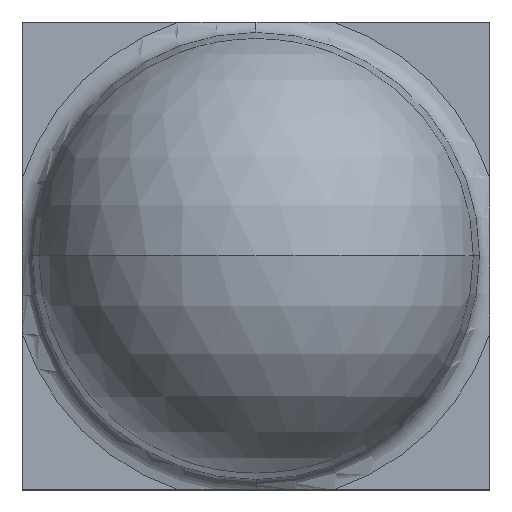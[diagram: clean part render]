
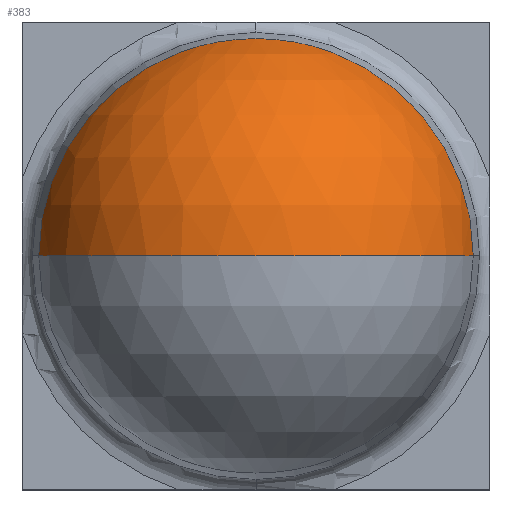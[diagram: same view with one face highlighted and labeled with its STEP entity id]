
A CAD part, top view. The second image highlights one B-rep face of the part: STEP entity #383.
In plain terms, the highlighted spherical face has radius 1.418 mm.
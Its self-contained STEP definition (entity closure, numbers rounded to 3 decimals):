
#3 = EDGE_CURVE ( 'NONE', #533, #44, #1512, .T. ) ;
#44 = VERTEX_POINT ( 'NONE', #1257 ) ;
#108 = CIRCLE ( 'NONE', #616, 1.418 ) ;
#149 = CARTESIAN_POINT ( 'NONE',  ( 0., 0., 0.602 ) ) ;
#175 = DIRECTION ( 'NONE',  ( 1., 0., 0. ) ) ;
#181 = DIRECTION ( 'NONE',  ( 0., 0., -1. ) ) ;
#184 = DIRECTION ( 'NONE',  ( -1., 0., 0. ) ) ;
#234 = EDGE_LOOP ( 'NONE', ( #1180, #316, #282 ) ) ;
#282 = ORIENTED_EDGE ( 'NONE', *, *, #435, .F. ) ;
#303 = AXIS2_PLACEMENT_3D ( 'NONE', #1014, #1270, #184 ) ;
#316 = ORIENTED_EDGE ( 'NONE', *, *, #3, .T. ) ;
#325 = AXIS2_PLACEMENT_3D ( 'NONE', #149, #1255, #175 ) ;
#383 = ADVANCED_FACE ( 'NONE', ( #1266 ), #999, .T. ) ;
#435 = EDGE_CURVE ( 'NONE', #1166, #44, #108, .T. ) ;
#533 = VERTEX_POINT ( 'NONE', #687 ) ;
#553 = AXIS2_PLACEMENT_3D ( 'NONE', #1216, #637, #862 ) ;
#616 = AXIS2_PLACEMENT_3D ( 'NONE', #1128, #1365, #181 ) ;
#637 = DIRECTION ( 'NONE',  ( 0., 0., 1. ) ) ;
#687 = CARTESIAN_POINT ( 'NONE',  ( -1.393, 0., 0.87 ) ) ;
#838 = CIRCLE ( 'NONE', #553, 1.393 ) ;
#862 = DIRECTION ( 'NONE',  ( -1., 0., 0. ) ) ;
#901 = EDGE_CURVE ( 'NONE', #1166, #533, #838, .T. ) ;
#999 = SPHERICAL_SURFACE ( 'NONE', #325, 1.418 ) ;
#1014 = CARTESIAN_POINT ( 'NONE',  ( 0., 0., 0.602 ) ) ;
#1128 = CARTESIAN_POINT ( 'NONE',  ( 0., 0., 0.602 ) ) ;
#1166 = VERTEX_POINT ( 'NONE', #1282 ) ;
#1180 = ORIENTED_EDGE ( 'NONE', *, *, #901, .T. ) ;
#1216 = CARTESIAN_POINT ( 'NONE',  ( 0., 0., 0.87 ) ) ;
#1255 = DIRECTION ( 'NONE',  ( 0., 1., 0. ) ) ;
#1257 = CARTESIAN_POINT ( 'NONE',  ( 0., 0., 2.02 ) ) ;
#1266 = FACE_OUTER_BOUND ( 'NONE', #234, .T. ) ;
#1270 = DIRECTION ( 'NONE',  ( 0., 1., 0. ) ) ;
#1282 = CARTESIAN_POINT ( 'NONE',  ( 1.393, 0., 0.87 ) ) ;
#1365 = DIRECTION ( 'NONE',  ( 0., -1., 0. ) ) ;
#1512 = CIRCLE ( 'NONE', #303, 1.418 ) ;
